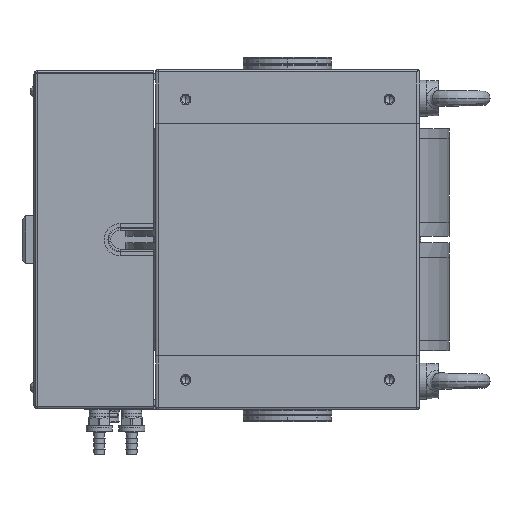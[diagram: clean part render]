
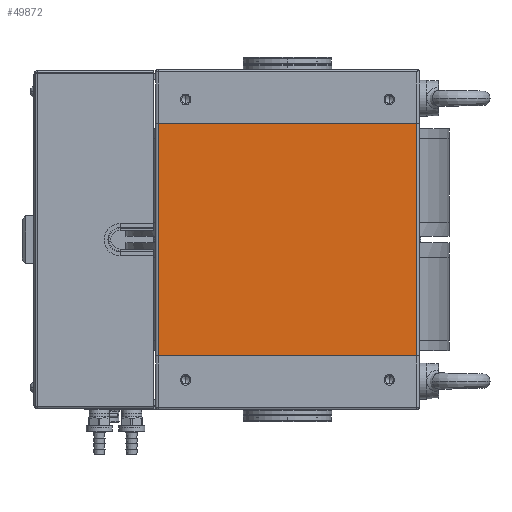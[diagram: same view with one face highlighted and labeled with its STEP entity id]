
A CAD part, front view. The second image highlights one B-rep face of the part: STEP entity #49872.
In plain terms, the highlighted planar face has unit normal (0, -1, 0).
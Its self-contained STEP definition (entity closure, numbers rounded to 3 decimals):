
#2146 = VERTEX_POINT ( 'NONE', #14170 ) ;
#5271 = LINE ( 'NONE', #35075, #70094 ) ;
#12037 = CARTESIAN_POINT ( 'NONE',  ( -108., -190., 97. ) ) ;
#12232 = LINE ( 'NONE', #14815, #20623 ) ;
#14170 = CARTESIAN_POINT ( 'NONE',  ( -108., -190., -97. ) ) ;
#14815 = CARTESIAN_POINT ( 'NONE',  ( -108., -190., -142. ) ) ;
#17130 = VERTEX_POINT ( 'NONE', #75314 ) ;
#17804 = CARTESIAN_POINT ( 'NONE',  ( 108., -190., -142. ) ) ;
#20623 = VECTOR ( 'NONE', #41067, 1000. ) ;
#21604 = LINE ( 'NONE', #17804, #55038 ) ;
#22450 = LINE ( 'NONE', #30694, #84258 ) ;
#30694 = CARTESIAN_POINT ( 'NONE',  ( 109.99, -190., 97. ) ) ;
#32027 = PLANE ( 'NONE',  #66150 ) ;
#35075 = CARTESIAN_POINT ( 'NONE',  ( 109.99, -190., -97. ) ) ;
#35978 = CARTESIAN_POINT ( 'NONE',  ( 108., -190., -97. ) ) ;
#39670 = EDGE_CURVE ( 'NONE', #17130, #61822, #22450, .T. ) ;
#41067 = DIRECTION ( 'NONE',  ( 0., 0., -1. ) ) ;
#43908 = EDGE_CURVE ( 'NONE', #2146, #52458, #5271, .T. ) ;
#44965 = DIRECTION ( 'NONE',  ( 0., 0., 1. ) ) ;
#45851 = CARTESIAN_POINT ( 'NONE',  ( -110., -190., -142. ) ) ;
#48588 = DIRECTION ( 'NONE',  ( 1., 0., 0. ) ) ;
#49712 = ORIENTED_EDGE ( 'NONE', *, *, #43908, .T. ) ;
#49872 = ADVANCED_FACE ( 'NONE', ( #79580 ), #32027, .T. ) ;
#50079 = DIRECTION ( 'NONE',  ( -1., 0., 0. ) ) ;
#52458 = VERTEX_POINT ( 'NONE', #35978 ) ;
#55038 = VECTOR ( 'NONE', #44965, 1000. ) ;
#55806 = EDGE_CURVE ( 'NONE', #61822, #2146, #12232, .T. ) ;
#56223 = ORIENTED_EDGE ( 'NONE', *, *, #62343, .T. ) ;
#59259 = DIRECTION ( 'NONE',  ( 0., 0., -1. ) ) ;
#59537 = DIRECTION ( 'NONE',  ( 0., -1., 0. ) ) ;
#61822 = VERTEX_POINT ( 'NONE', #12037 ) ;
#62100 = ORIENTED_EDGE ( 'NONE', *, *, #55806, .T. ) ;
#62343 = EDGE_CURVE ( 'NONE', #52458, #17130, #21604, .T. ) ;
#66150 = AXIS2_PLACEMENT_3D ( 'NONE', #45851, #59537, #59259 ) ;
#68676 = EDGE_LOOP ( 'NONE', ( #62100, #49712, #56223, #71842 ) ) ;
#70094 = VECTOR ( 'NONE', #48588, 1000. ) ;
#71842 = ORIENTED_EDGE ( 'NONE', *, *, #39670, .T. ) ;
#75314 = CARTESIAN_POINT ( 'NONE',  ( 108., -190., 97. ) ) ;
#79580 = FACE_OUTER_BOUND ( 'NONE', #68676, .T. ) ;
#84258 = VECTOR ( 'NONE', #50079, 1000. ) ;
